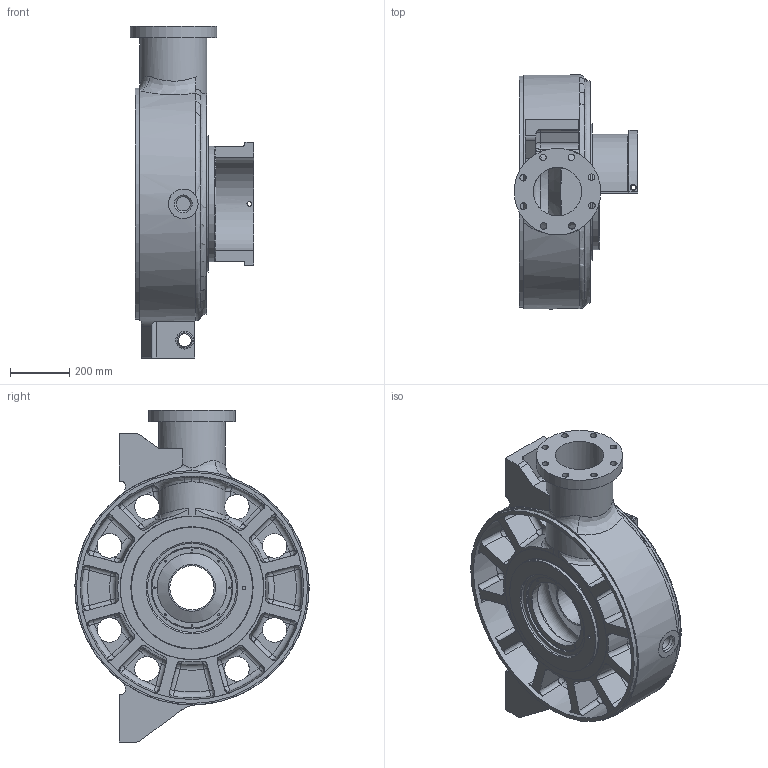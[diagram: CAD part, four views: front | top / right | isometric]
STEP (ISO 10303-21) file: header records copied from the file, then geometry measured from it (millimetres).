
FILE_DESCRIPTION(('STEP AP242'), '1');
FILE_NAME('1. Êðûøêà âñàñûâàíèÿ', '', ('UNSPECIFIED'), ('UNSPECIFIED'), 'C3D Converter', 'C3D Toolkit', '');
FILE_SCHEMA(('AP242_MANAGED_MODEL_BASED_3D_ENGINEERING_MIM_LF { 1 0 10303 442 1 1 4 }'));
Length unit declared in the file: millimetre
Bounding box: 417 x 789.79 x 1120 mm (x, y, z)
Volume: 82186827.4 mm3; surface area: 3512681.2 mm2
Topology: 1 solids, 1 shells, 410 faces, 989 edges, 606 vertices
Faces by surface type: plane 127, cylinder 117, bspline 97, torus 39, cone 28, sphere 2
Full cylindrical faces by diameter (mm): 6 x8, 10 x2, 12 x1, 16 x11, 20 x7, 22 x8, 43 x2, 48 x1, 60 x1, 83 x8, 149 x1, 164 x1, 180 x1, 182 x1, 226 x1, 235 x1, 250 x1, 276 x1, 292 x1, 310 x1, 315 x1, 390 x1, 409.4 x1, 410 x1, 460 x1, 745 x1, 780 x1
Entity records: 34052 total; most frequent: CARTESIAN_POINT 22221, ORIENTED_EDGE 1794, DIRECTION 1506, EDGE_CURVE 897, AXIS2_PLACEMENT_3D 662, VERTEX_POINT 606, EDGE_LOOP 573, FACE_BOUND 415
